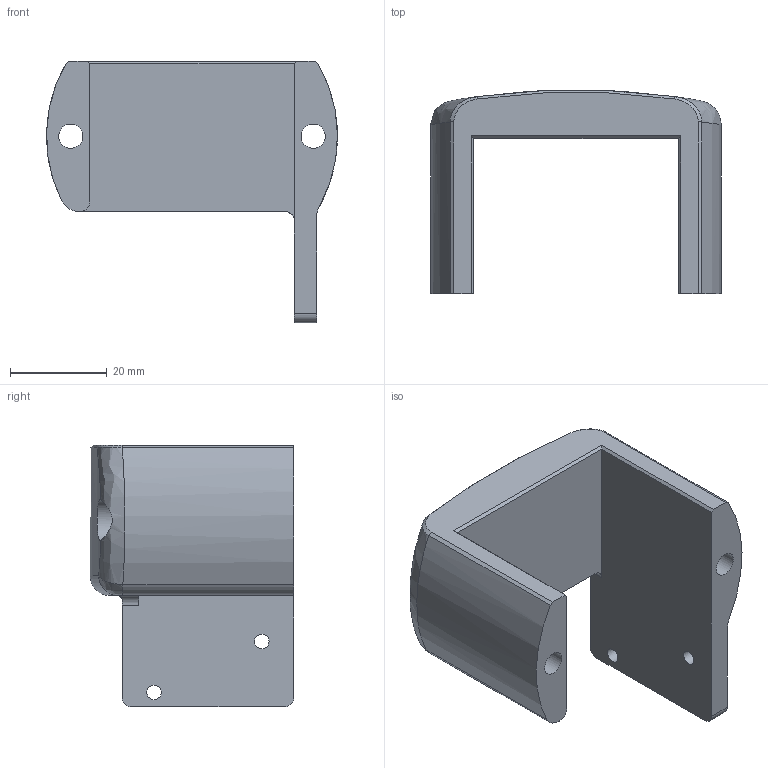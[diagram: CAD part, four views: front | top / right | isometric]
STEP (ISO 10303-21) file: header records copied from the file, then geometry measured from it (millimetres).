
FILE_DESCRIPTION(/* description */ (''),/* implementation_level */ '2;1');
FILE_NAME(/* name */ 'Stepper_bracket_1_lite.stp',/* time_stamp */ '2021-11-20T12:51:28+01:00',/* author */ ('Teo'),/* organization */ (''),/* preprocessor_version */ 'ST-DEVELOPER v18.1',/* originating_system */ 'Autodesk Inventor 2022',/* authorisation */ '');
FILE_SCHEMA (('AUTOMOTIVE_DESIGN { 1 0 10303 214 3 1 1 }'));
Length unit declared in the file: millimetre
Products named in the file (1): Mot_drzalo_lite
Bounding box: 59.99 x 42 x 54 mm (x, y, z)
Volume: 32105 mm3; surface area: 12516.3 mm2
Topology: 1 solids, 1 shells, 48 faces, 127 edges, 81 vertices
Faces by surface type: plane 17, cylinder 16, bspline 13, cone 1, torus 1
Full cylindrical faces by diameter (mm): 3 x2, 5 x2, 8.5 x2
Entity records: 1919 total; most frequent: CARTESIAN_POINT 759, ORIENTED_EDGE 254, DIRECTION 193, EDGE_CURVE 127, VERTEX_POINT 81, AXIS2_PLACEMENT_3D 68, LINE 57, VECTOR 57
